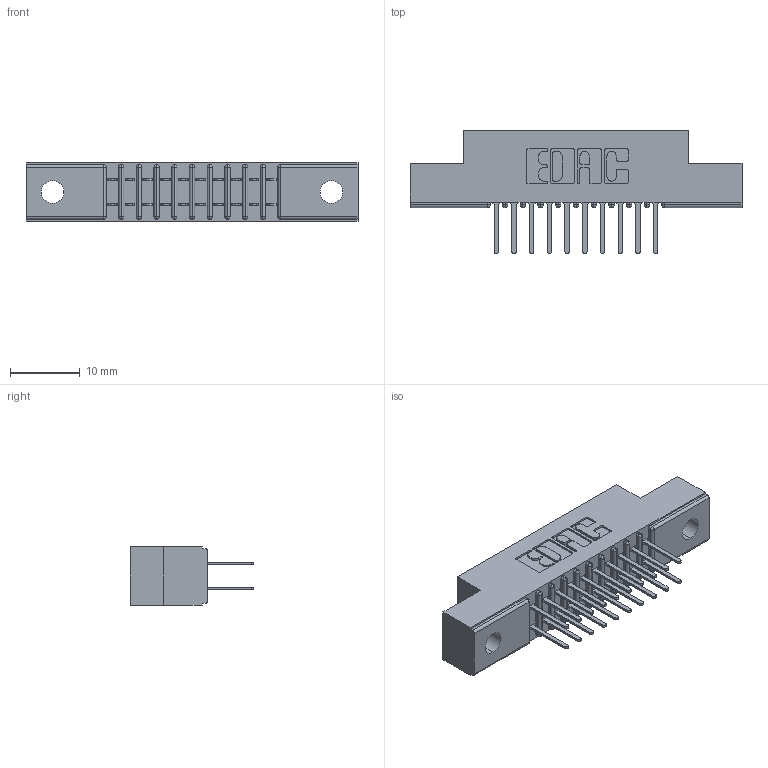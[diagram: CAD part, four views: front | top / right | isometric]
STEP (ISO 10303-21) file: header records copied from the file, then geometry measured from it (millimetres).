
FILE_DESCRIPTION(('FreeCAD Model'),'2;1');
FILE_NAME('Open CASCADE Shape Model','2024-03-29T14:56:52',('Author'),( ''),'Open CASCADE STEP processor 7.5','FreeCAD','Unknown');
FILE_SCHEMA(('AUTOMOTIVE_DESIGN { 1 0 10303 214 1 1 1 1 }'));
Length unit declared in the file: millimetre
Products named in the file (3): 341-020-521-202; 341 Part_.128 (3.25) Dia Mounting Holes; 341-292-001_341-292-121
Assembly tree (21 placements, depth 2):
  341-020-521-202
    341 Part_.128 (3.25) Dia Mounting Holes
    341-292-001_341-292-121  x20
Bounding box: 47.62 x 17.7 x 8.38 mm (x, y, z)
Volume: 2719.1 mm3; surface area: 4769.4 mm2
Topology: 21 solids, 21 shells, 1436 faces, 4146 edges, 2686 vertices
Faces by surface type: plane 868, cylinder 528, sphere 22, revolution 18
Entity records: 34538 total; most frequent: CARTESIAN_POINT 6854, DIRECTION 5223, LINE 3531, VECTOR 3531, ORIENTED_EDGE 2700, PCURVE 2700, DEFINITIONAL_REPRESENTATION 2700, EDGE_CURVE 1350
